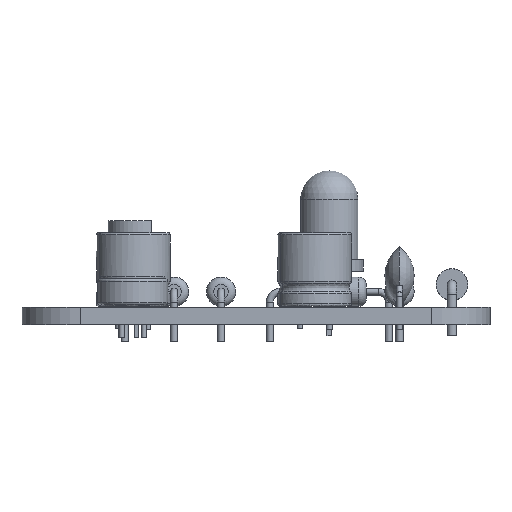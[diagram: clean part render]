
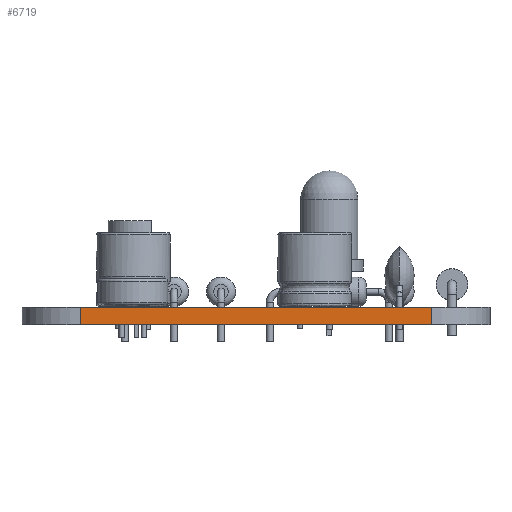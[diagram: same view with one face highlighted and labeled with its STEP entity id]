
A CAD part, front view. The second image highlights one B-rep face of the part: STEP entity #6719.
In plain terms, the highlighted planar face has unit normal (0, -1, 0).
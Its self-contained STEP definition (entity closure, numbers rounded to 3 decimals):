
#5708 = VERTEX_POINT('',#5709);
#5709 = CARTESIAN_POINT('',(97.5,-83.,0.));
#5716 = EDGE_CURVE('',#5717,#5708,#5719,.T.);
#5717 = VERTEX_POINT('',#5718);
#5718 = CARTESIAN_POINT('',(127.5,-83.,0.));
#5719 = LINE('',#5720,#5721);
#5720 = CARTESIAN_POINT('',(127.5,-83.,0.));
#5721 = VECTOR('',#5722,1.);
#5722 = DIRECTION('',(-1.,0.,0.));
#6200 = VERTEX_POINT('',#6201);
#6201 = CARTESIAN_POINT('',(97.5,-83.,1.51));
#6208 = EDGE_CURVE('',#6209,#6200,#6211,.T.);
#6209 = VERTEX_POINT('',#6210);
#6210 = CARTESIAN_POINT('',(127.5,-83.,1.51));
#6211 = LINE('',#6212,#6213);
#6212 = CARTESIAN_POINT('',(127.5,-83.,1.51));
#6213 = VECTOR('',#6214,1.);
#6214 = DIRECTION('',(-1.,0.,0.));
#6691 = EDGE_CURVE('',#5717,#6209,#6692,.T.);
#6692 = LINE('',#6693,#6694);
#6693 = CARTESIAN_POINT('',(127.5,-83.,0.));
#6694 = VECTOR('',#6695,1.);
#6695 = DIRECTION('',(0.,0.,1.));
#6719 = ADVANCED_FACE('',(#6720),#6731,.T.);
#6720 = FACE_BOUND('',#6721,.T.);
#6721 = EDGE_LOOP('',(#6722,#6723,#6724,#6730));
#6722 = ORIENTED_EDGE('',*,*,#6691,.T.);
#6723 = ORIENTED_EDGE('',*,*,#6208,.T.);
#6724 = ORIENTED_EDGE('',*,*,#6725,.F.);
#6725 = EDGE_CURVE('',#5708,#6200,#6726,.T.);
#6726 = LINE('',#6727,#6728);
#6727 = CARTESIAN_POINT('',(97.5,-83.,0.));
#6728 = VECTOR('',#6729,1.);
#6729 = DIRECTION('',(0.,0.,1.));
#6730 = ORIENTED_EDGE('',*,*,#5716,.F.);
#6731 = PLANE('',#6732);
#6732 = AXIS2_PLACEMENT_3D('',#6733,#6734,#6735);
#6733 = CARTESIAN_POINT('',(127.5,-83.,0.));
#6734 = DIRECTION('',(0.,-1.,0.));
#6735 = DIRECTION('',(-1.,0.,0.));
